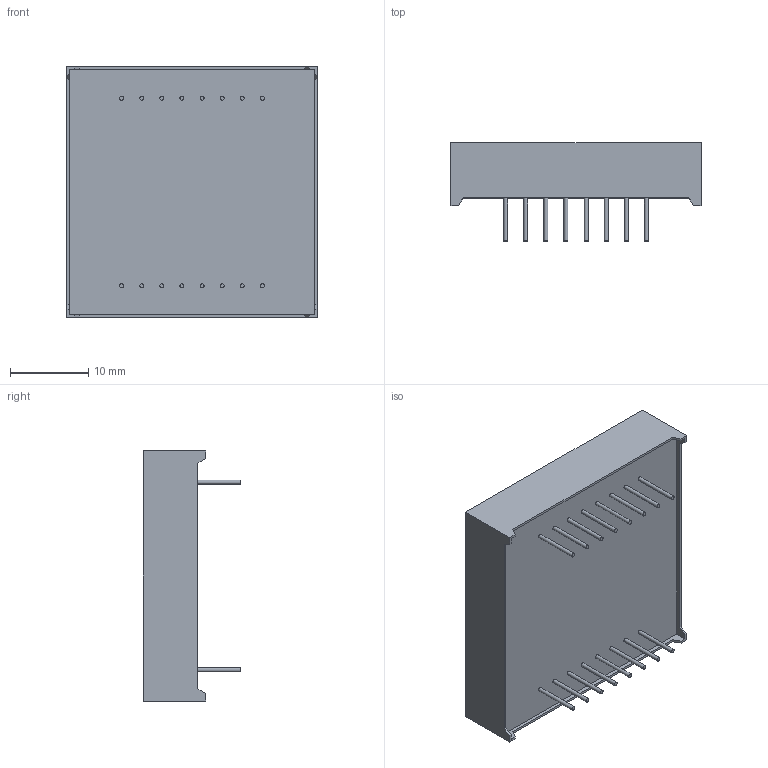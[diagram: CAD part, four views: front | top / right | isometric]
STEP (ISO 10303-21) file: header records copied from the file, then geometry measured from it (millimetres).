
FILE_DESCRIPTION(/* description */ (''),/* implementation_level */ '2;1');
FILE_NAME(/* name */ 'LED Matrix.stp',/* time_stamp */ '2014-09-10T09:27:11-04:00',/* author */ ('Christoper Allemang'),/* organization */ (''),/* preprocessor_version */ 'ST-DEVELOPER v15.6',/* originating_system */ 'Autodesk Inventor 2015',/* authorisation */ '');
FILE_SCHEMA (('AUTOMOTIVE_DESIGN { 1 0 10303 214 3 1 1 }'));
Length unit declared in the file: millimetre
Products named in the file (1): LED Matrix
Bounding box: 32 x 12.5 x 32 mm (x, y, z)
Volume: 6570.5 mm3; surface area: 3240.1 mm2
Topology: 1 solids, 1 shells, 186 faces, 328 edges, 224 vertices
Faces by surface type: plane 106, bspline 64, cylinder 16
Full cylindrical faces by diameter (mm): 0.51 x16
Entity records: 5852 total; most frequent: CARTESIAN_POINT 2483, DIRECTION 638, ORIENTED_EDGE 592, EDGE_CURVE 296, AXIS2_PLACEMENT_3D 283, EDGE_LOOP 282, VERTEX_POINT 208, FACE_OUTER_BOUND 186
